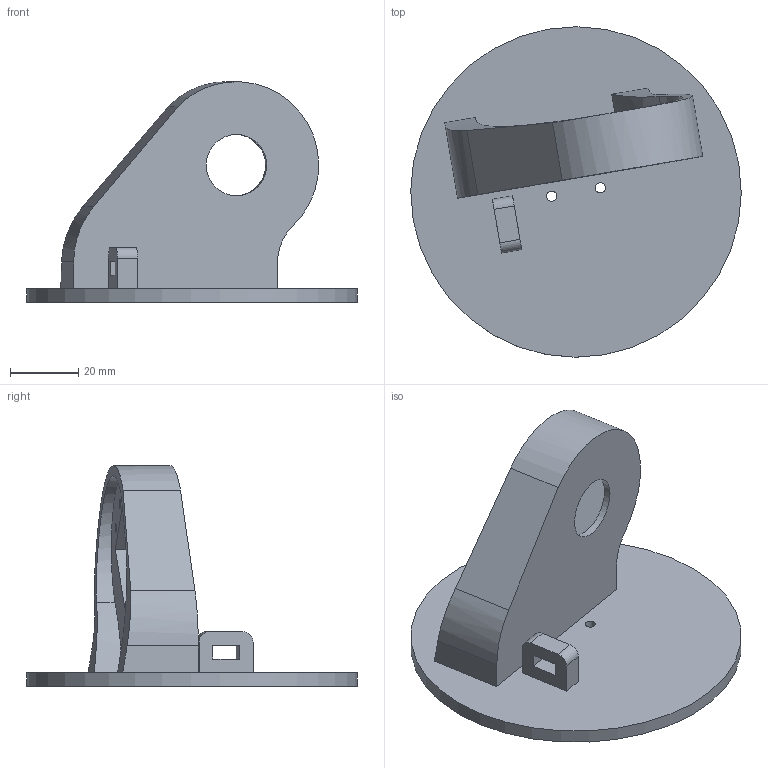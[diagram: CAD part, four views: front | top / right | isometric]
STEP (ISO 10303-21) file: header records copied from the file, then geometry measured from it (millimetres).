
FILE_DESCRIPTION(/* description */ ('STEP AP214'),/* implementation_level */ '2;1');
FILE_NAME(/* name */ '6772cfb429831b771dc835a3',/* time_stamp */ '2024-12-30T16:52:05Z',/* author */ (''),/* organization */ (''),/* preprocessor_version */ 'ST-DEVELOPER v20',/* originating_system */ 'ONSHAPE BY PTC INC, 1.191',/* authorisation */ ' ');
FILE_SCHEMA (('AUTOMOTIVE_DESIGN {1 0 10303 214 3 1 1}'));
Length unit declared in the file: metre
Products named in the file (1): Waist
Bounding box: 97 x 97 x 64.78 mm (x, y, z)
Volume: 68039.6 mm3; surface area: 27126.4 mm2
Topology: 1 solids, 1 shells, 45 faces, 105 edges, 70 vertices
Faces by surface type: plane 27, cylinder 15, bspline 3
Full cylindrical faces by diameter (mm): 2.6 x4, 3 x2, 7.5 x1, 18 x1, 97 x1
Entity records: 1361 total; most frequent: CARTESIAN_POINT 314, DIRECTION 200, ORIENTED_EDGE 192, EDGE_CURVE 96, AXIS2_PLACEMENT_3D 71, VERTEX_POINT 70, EDGE_LOOP 70, FACE_BOUND 70
